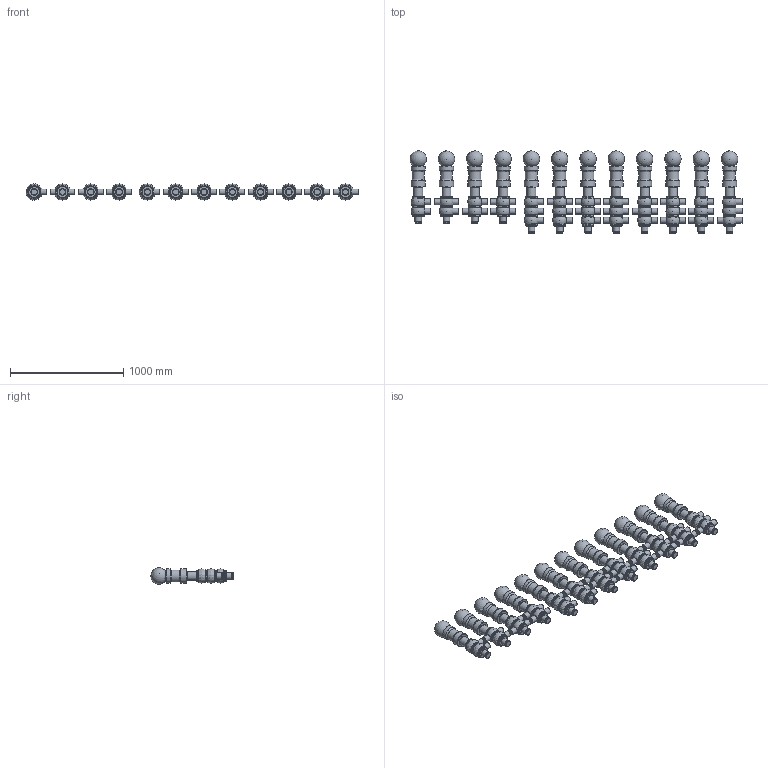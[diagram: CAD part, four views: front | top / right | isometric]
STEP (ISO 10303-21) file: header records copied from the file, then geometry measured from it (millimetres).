
FILE_DESCRIPTION(/* description */ (''),/* implementation_level */ '2;1');
FILE_NAME(/* name */ 'B925-DN050-SAL-orientabile.stp',/* time_stamp */ '2015-02-10T13:31:20+01:00',/* author */ ('malp-m'),/* organization */ (''),/* preprocessor_version */ 'ST-DEVELOPER v15.6',/* originating_system */ 'Autodesk Inventor 2015',/* authorisation */ '');
FILE_SCHEMA (('AUTOMOTIVE_DESIGN { 1 0 10303 214 3 1 1 }'));
Length unit declared in the file: millimetre
Products named in the file (7): SAGOMA-GIOTTO; Tappo-corpoDN50; ASSEMBL-B925-DN050; CIL93-B925; CorpoDN50-L; CorpoDN50-T; B925-DN050-SAL-orientabile
Assembly tree (80 placements, depth 2):
  B925-DN050-SAL-orientabile
    SAGOMA-GIOTTO  x12
    Tappo-corpoDN50  x12
    ASSEMBL-B925-DN050  x12
    CIL93-B925  x12
    CorpoDN50-L  x16
    CorpoDN50-T  x16
Bounding box: 2932.29 x 725.39 x 145 mm (x, y, z)
Volume: 82771436.3 mm3; surface area: 5060513.9 mm2
Topology: 80 solids, 80 shells, 1036 faces, 1772 edges, 1044 vertices
Faces by surface type: plane 308, cylinder 296, torus 252, cone 136, sphere 44
Full cylindrical faces by diameter (mm): 52 x48, 55 x12, 59 x12, 79 x12, 94 x76, 105 x100, 124 x36
Entity records: 2152 total; most frequent: DIRECTION 454, CARTESIAN_POINT 294, AXIS2_PLACEMENT_3D 227, EDGE_LOOP 134, ORIENTED_EDGE 134, PRODUCT_DEFINITION_SHAPE 87, ITEM_DEFINED_TRANSFORMATION 80, CONTEXT_DEPENDENT_SHAPE_REPRESENTATION 80
